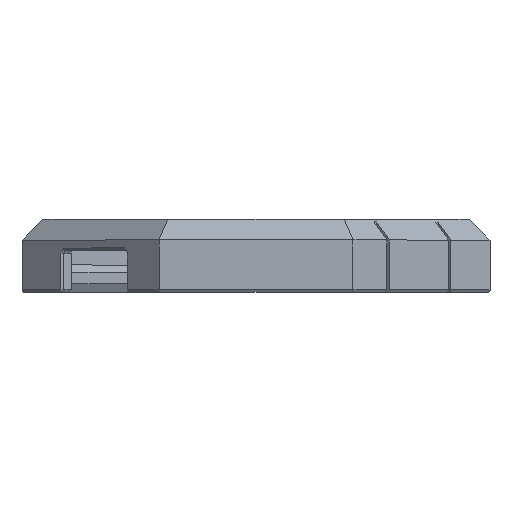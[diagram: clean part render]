
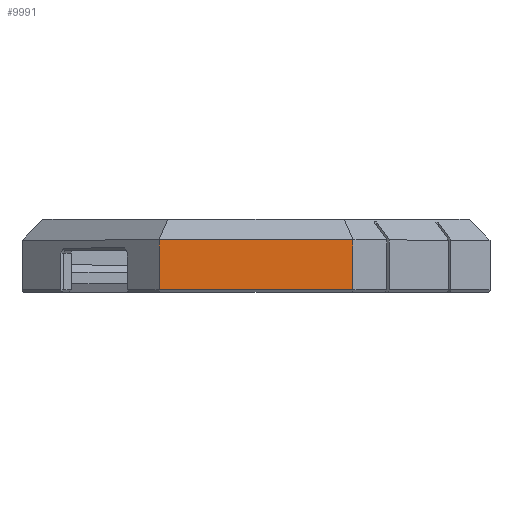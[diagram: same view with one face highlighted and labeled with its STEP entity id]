
A CAD part, top view. The second image highlights one B-rep face of the part: STEP entity #9991.
In plain terms, the highlighted planar face has unit normal (0, 0, 1).
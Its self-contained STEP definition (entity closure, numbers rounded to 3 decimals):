
#5377 = PLANE('',#5378);
#5378 = AXIS2_PLACEMENT_3D('',#5379,#5380,#5381);
#5379 = CARTESIAN_POINT('',(-47.419,3.8,30.53));
#5380 = DIRECTION('',(0.,0.707,0.707));
#5381 = DIRECTION('',(0.,-0.707,0.707));
#6011 = PLANE('',#6012);
#6012 = AXIS2_PLACEMENT_3D('',#6013,#6014,#6015);
#6013 = CARTESIAN_POINT('',(-46.11,-6.7,1.308));
#6014 = DIRECTION('',(-0.707,0.,0.707));
#6015 = DIRECTION('',(0.707,0.,0.707));
#6815 = VERTEX_POINT('',#6816);
#6816 = CARTESIAN_POINT('',(-13.889,-6.343,33.53));
#6842 = EDGE_CURVE('',#6815,#6843,#6845,.T.);
#6843 = VERTEX_POINT('',#6844);
#6844 = CARTESIAN_POINT('',(-13.889,0.8,33.53));
#6845 = SURFACE_CURVE('',#6846,(#6850,#6857),.PCURVE_S1.);
#6846 = LINE('',#6847,#6848);
#6847 = CARTESIAN_POINT('',(-13.889,-6.7,33.53));
#6848 = VECTOR('',#6849,1.);
#6849 = DIRECTION('',(0.,1.,0.));
#6850 = PCURVE('',#6011,#6851);
#6851 = DEFINITIONAL_REPRESENTATION('',(#6852),#6856);
#6852 = LINE('',#6853,#6854);
#6853 = CARTESIAN_POINT('',(45.569,0.));
#6854 = VECTOR('',#6855,1.);
#6855 = DIRECTION('',(0.,1.));
#6856 = ( GEOMETRIC_REPRESENTATION_CONTEXT(2) 
PARAMETRIC_REPRESENTATION_CONTEXT() REPRESENTATION_CONTEXT('2D SPACE',''
  ) );
#6857 = PCURVE('',#6858,#6863);
#6858 = PLANE('',#6859);
#6859 = AXIS2_PLACEMENT_3D('',#6860,#6861,#6862);
#6860 = CARTESIAN_POINT('',(-44.802,-6.7,33.53));
#6861 = DIRECTION('',(0.,0.,1.));
#6862 = DIRECTION('',(1.,0.,0.));
#6863 = DEFINITIONAL_REPRESENTATION('',(#6864),#6868);
#6864 = LINE('',#6865,#6866);
#6865 = CARTESIAN_POINT('',(30.914,0.));
#6866 = VECTOR('',#6867,1.);
#6867 = DIRECTION('',(0.,1.));
#6868 = ( GEOMETRIC_REPRESENTATION_CONTEXT(2) 
PARAMETRIC_REPRESENTATION_CONTEXT() REPRESENTATION_CONTEXT('2D SPACE',''
  ) );
#8497 = PLANE('',#8498);
#8498 = AXIS2_PLACEMENT_3D('',#8499,#8500,#8501);
#8499 = CARTESIAN_POINT('',(-44.802,-6.343,33.53));
#8500 = DIRECTION('',(0.,0.574,-0.819));
#8501 = DIRECTION('',(0.,0.819,0.574));
#9895 = EDGE_CURVE('',#9896,#9898,#9900,.T.);
#9896 = VERTEX_POINT('',#9897);
#9897 = CARTESIAN_POINT('',(13.889,-6.343,33.53));
#9898 = VERTEX_POINT('',#9899);
#9899 = CARTESIAN_POINT('',(13.889,0.8,33.53));
#9900 = SURFACE_CURVE('',#9901,(#9905,#9917),.PCURVE_S1.);
#9901 = LINE('',#9902,#9903);
#9902 = CARTESIAN_POINT('',(13.889,-6.7,33.53));
#9903 = VECTOR('',#9904,1.);
#9904 = DIRECTION('',(0.,1.,0.));
#9905 = PCURVE('',#9906,#9911);
#9906 = PLANE('',#9907);
#9907 = AXIS2_PLACEMENT_3D('',#9908,#9909,#9910);
#9908 = CARTESIAN_POINT('',(1.308,-6.7,46.11));
#9909 = DIRECTION('',(0.707,0.,0.707));
#9910 = DIRECTION('',(0.707,0.,-0.707));
#9911 = DEFINITIONAL_REPRESENTATION('',(#9912),#9916);
#9912 = LINE('',#9913,#9914);
#9913 = CARTESIAN_POINT('',(17.791,0.));
#9914 = VECTOR('',#9915,1.);
#9915 = DIRECTION('',(0.,1.));
#9916 = ( GEOMETRIC_REPRESENTATION_CONTEXT(2) 
PARAMETRIC_REPRESENTATION_CONTEXT() REPRESENTATION_CONTEXT('2D SPACE',''
  ) );
#9917 = PCURVE('',#6858,#9918);
#9918 = DEFINITIONAL_REPRESENTATION('',(#9919),#9923);
#9919 = LINE('',#9920,#9921);
#9920 = CARTESIAN_POINT('',(58.691,0.));
#9921 = VECTOR('',#9922,1.);
#9922 = DIRECTION('',(0.,1.));
#9923 = ( GEOMETRIC_REPRESENTATION_CONTEXT(2) 
PARAMETRIC_REPRESENTATION_CONTEXT() REPRESENTATION_CONTEXT('2D SPACE',''
  ) );
#9991 = ADVANCED_FACE('',(#9992),#6858,.T.);
#9992 = FACE_BOUND('',#9993,.T.);
#9993 = EDGE_LOOP('',(#9994,#9995,#10016,#10017));
#9994 = ORIENTED_EDGE('',*,*,#6842,.F.);
#9995 = ORIENTED_EDGE('',*,*,#9996,.T.);
#9996 = EDGE_CURVE('',#6815,#9896,#9997,.T.);
#9997 = SURFACE_CURVE('',#9998,(#10002,#10009),.PCURVE_S1.);
#9998 = LINE('',#9999,#10000);
#9999 = CARTESIAN_POINT('',(-44.802,-6.343,33.53));
#10000 = VECTOR('',#10001,1.);
#10001 = DIRECTION('',(1.,0.,0.));
#10002 = PCURVE('',#6858,#10003);
#10003 = DEFINITIONAL_REPRESENTATION('',(#10004),#10008);
#10004 = LINE('',#10005,#10006);
#10005 = CARTESIAN_POINT('',(0.,0.357));
#10006 = VECTOR('',#10007,1.);
#10007 = DIRECTION('',(1.,0.));
#10008 = ( GEOMETRIC_REPRESENTATION_CONTEXT(2) 
PARAMETRIC_REPRESENTATION_CONTEXT() REPRESENTATION_CONTEXT('2D SPACE',''
  ) );
#10009 = PCURVE('',#8497,#10010);
#10010 = DEFINITIONAL_REPRESENTATION('',(#10011),#10015);
#10011 = LINE('',#10012,#10013);
#10012 = CARTESIAN_POINT('',(0.,0.));
#10013 = VECTOR('',#10014,1.);
#10014 = DIRECTION('',(0.,1.));
#10015 = ( GEOMETRIC_REPRESENTATION_CONTEXT(2) 
PARAMETRIC_REPRESENTATION_CONTEXT() REPRESENTATION_CONTEXT('2D SPACE',''
  ) );
#10016 = ORIENTED_EDGE('',*,*,#9895,.T.);
#10017 = ORIENTED_EDGE('',*,*,#10018,.T.);
#10018 = EDGE_CURVE('',#9898,#6843,#10019,.T.);
#10019 = SURFACE_CURVE('',#10020,(#10024,#10031),.PCURVE_S1.);
#10020 = LINE('',#10021,#10022);
#10021 = CARTESIAN_POINT('',(-13.889,0.8,33.53));
#10022 = VECTOR('',#10023,1.);
#10023 = DIRECTION('',(-1.,0.,0.));
#10024 = PCURVE('',#6858,#10025);
#10025 = DEFINITIONAL_REPRESENTATION('',(#10026),#10030);
#10026 = LINE('',#10027,#10028);
#10027 = CARTESIAN_POINT('',(30.914,7.5));
#10028 = VECTOR('',#10029,1.);
#10029 = DIRECTION('',(-1.,0.));
#10030 = ( GEOMETRIC_REPRESENTATION_CONTEXT(2) 
PARAMETRIC_REPRESENTATION_CONTEXT() REPRESENTATION_CONTEXT('2D SPACE',''
  ) );
#10031 = PCURVE('',#5377,#10032);
#10032 = DEFINITIONAL_REPRESENTATION('',(#10033),#10037);
#10033 = LINE('',#10034,#10035);
#10034 = CARTESIAN_POINT('',(4.243,33.53));
#10035 = VECTOR('',#10036,1.);
#10036 = DIRECTION('',(0.,-1.));
#10037 = ( GEOMETRIC_REPRESENTATION_CONTEXT(2) 
PARAMETRIC_REPRESENTATION_CONTEXT() REPRESENTATION_CONTEXT('2D SPACE',''
  ) );
